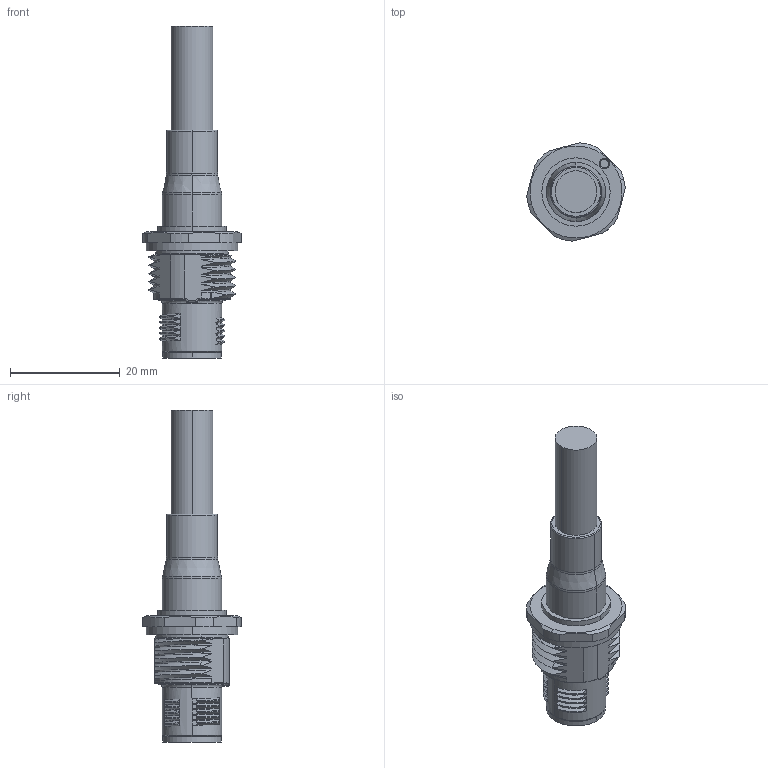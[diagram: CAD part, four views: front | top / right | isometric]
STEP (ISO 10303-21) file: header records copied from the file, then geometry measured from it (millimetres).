
FILE_DESCRIPTION (( 'STEP AP214' ), '1' );
FILE_NAME ('1419438.stp.STEP', '2024-10-09T10:45:42', ( '' ), ( '' ), 'SwSTEP 2.0', 'SolidWorks 2024', '' );
FILE_SCHEMA (( 'AUTOMOTIVE_DESIGN' ));
Length unit declared in the file: millimetre
Products named in the file (1): 1419438.stp
Bounding box: 17.95 x 17.95 x 60.5 mm (x, y, z)
Volume: 5124.8 mm3; surface area: 3040.6 mm2
Topology: 1 solids, 1 shells, 503 faces, 1363 edges, 874 vertices
Faces by surface type: plane 282, bspline 95, cylinder 71, torus 22, sphere 18, cone 15
Entity records: 18816 total; most frequent: CARTESIAN_POINT 7016, ORIENTED_EDGE 2658, DIRECTION 2066, EDGE_CURVE 1329, LINE 880, VECTOR 880, VERTEX_POINT 858, AXIS2_PLACEMENT_3D 593
